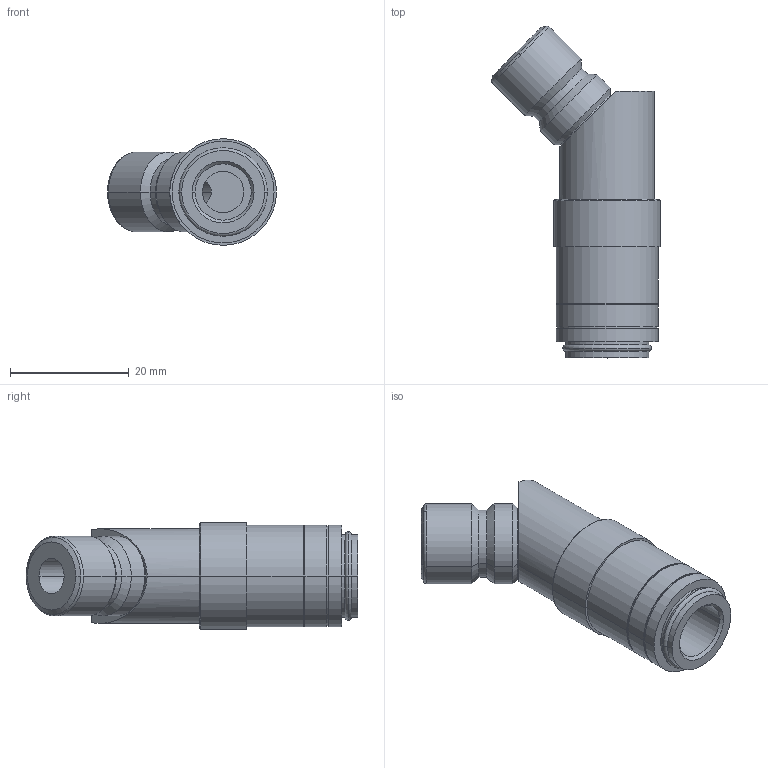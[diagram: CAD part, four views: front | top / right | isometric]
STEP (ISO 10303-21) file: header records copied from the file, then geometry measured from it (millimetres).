
FILE_DESCRIPTION(('STEP AP214'),'1');
FILE_NAME('esdmk-esds-45_ab.stp','2020-04-22T06:12:28',('TraceParts'),('TraceParts S.A.'),'Spatial InterOp 3D',' ',' ');
FILE_SCHEMA(('automotive_design'));
Length unit declared in the file: millimetre
Products named in the file (1): 1
Bounding box: 28.51 x 56.02 x 18 mm (x, y, z)
Volume: 9060.3 mm3; surface area: 4821.3 mm2
Topology: 1 solids, 1 shells, 63 faces, 133 edges, 81 vertices
Faces by surface type: cylinder 32, plane 13, cone 12, torus 6
Entity records: 2343 total; most frequent: CARTESIAN_POINT 392, DIRECTION 345, ORIENTED_EDGE 266, AXIS2_PLACEMENT_3D 150, EDGE_CURVE 133, CIRCLE 82, VERTEX_POINT 81, EDGE_LOOP 74
